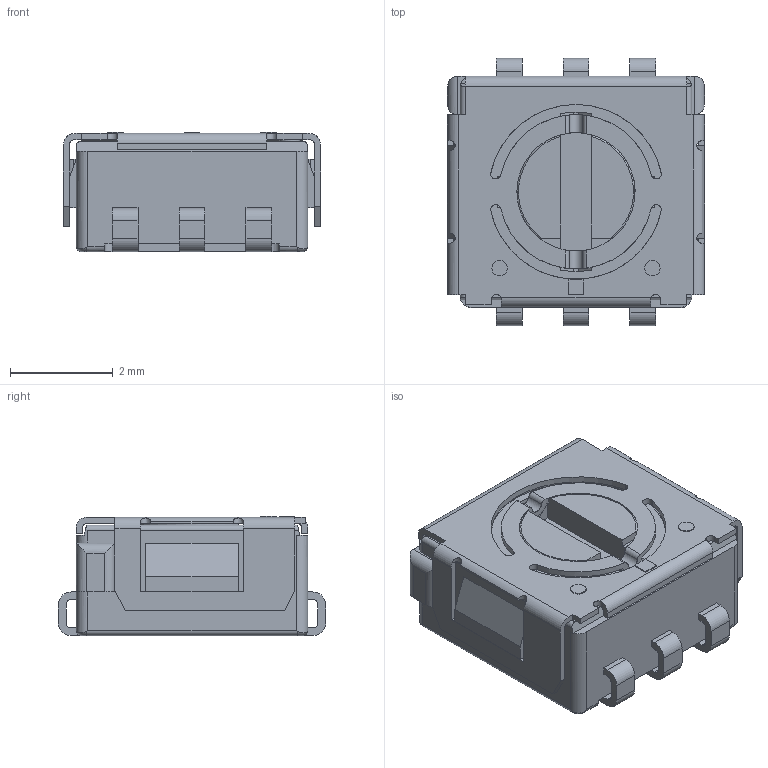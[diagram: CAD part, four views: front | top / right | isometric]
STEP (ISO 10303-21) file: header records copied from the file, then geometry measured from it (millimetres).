
FILE_DESCRIPTION(/* description */ ('STEP AP214'),/* implementation_level */ '2;1');
FILE_NAME(/* name */ 'CS-4-22YTA',/* time_stamp */ '2023-02-24T22:37:46+01:00',/* author */ ('License CC BY-ND 4.0'),/* organization */ ('CADENAS'),/* preprocessor_version */ 'ST-DEVELOPER v18.102',/* originating_system */ 'PARTsolutions',/* authorisation */ ' ');
FILE_SCHEMA (('AUTOMOTIVE_DESIGN {1 0 10303 214 3 1 1}'));
Length unit declared in the file: millimetre
Products named in the file (3): CS-4-22YTA; CS-4-22YA11 Dial; CS-4-22YA Body
Assembly tree (2 placements, depth 2):
  CS-4-22YTA
    CS-4-22YA11 Dial
    CS-4-22YA Body
Bounding box: 5 x 5.2 x 2.32 mm (x, y, z)
Volume: 44.7 mm3; surface area: 190.7 mm2
Topology: 2 solids, 2 shells, 264 faces, 781 edges, 513 vertices
Faces by surface type: plane 164, cylinder 94, torus 6
Full cylindrical faces by diameter (mm): 0.3 x2, 0.4 x1, 2.3 x2, 3.4 x2, 3.8 x1
Entity records: 10519 total; most frequent: CARTESIAN_POINT 1685, ORIENTED_EDGE 1536, DIRECTION 1458, EDGE_CURVE 768, LINE 528, VECTOR 528, VERTEX_POINT 508, AXIS2_PLACEMENT_3D 465
